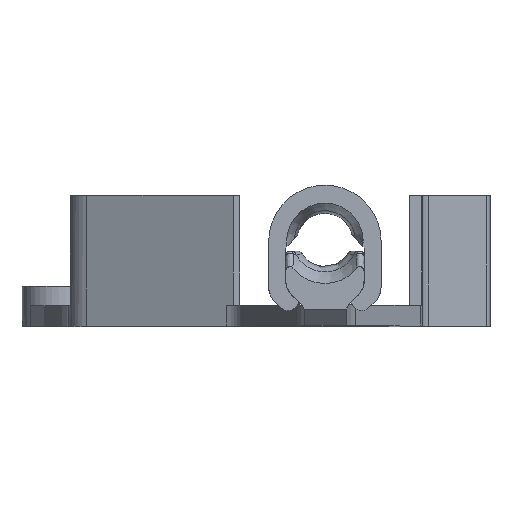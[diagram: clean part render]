
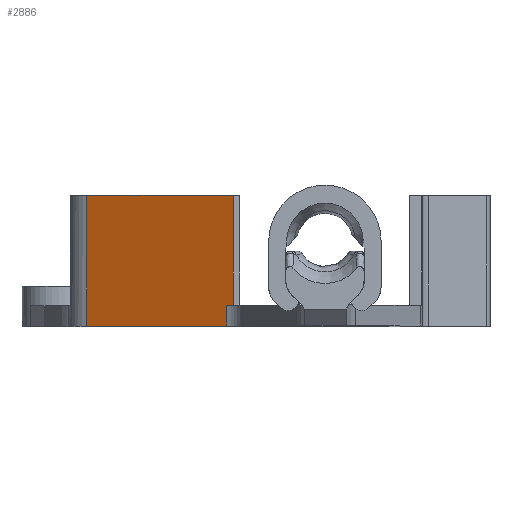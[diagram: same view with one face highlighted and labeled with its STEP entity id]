
A CAD part, top view. The second image highlights one B-rep face of the part: STEP entity #2886.
In plain terms, the highlighted planar face has unit normal (-0.42, 0, 0.907).
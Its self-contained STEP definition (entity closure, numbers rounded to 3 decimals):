
#174=PLANE('',#3123);
#258=FACE_OUTER_BOUND('',#426,.T.);
#426=EDGE_LOOP('',(#2088,#2089,#2090,#2091,#2092,#2093));
#591=LINE('',#4243,#835);
#624=LINE('',#4375,#868);
#630=LINE('',#4404,#874);
#635=LINE('',#4412,#879);
#641=LINE('',#4425,#885);
#642=LINE('',#4426,#886);
#835=VECTOR('',#3413,10.);
#868=VECTOR('',#3504,10.);
#874=VECTOR('',#3534,10.);
#879=VECTOR('',#3541,10.);
#885=VECTOR('',#3559,10.);
#886=VECTOR('',#3560,10.);
#1200=VERTEX_POINT('',#4240);
#1201=VERTEX_POINT('',#4242);
#1233=VERTEX_POINT('',#4335);
#1252=VERTEX_POINT('',#4373);
#1262=VERTEX_POINT('',#4401);
#1263=VERTEX_POINT('',#4403);
#1497=EDGE_CURVE('',#1200,#1201,#591,.F.);
#1555=EDGE_CURVE('',#1252,#1233,#624,.T.);
#1570=EDGE_CURVE('',#1262,#1263,#630,.F.);
#1575=EDGE_CURVE('',#1233,#1262,#635,.T.);
#1582=EDGE_CURVE('',#1201,#1252,#641,.T.);
#1583=EDGE_CURVE('',#1263,#1200,#642,.T.);
#2088=ORIENTED_EDGE('',*,*,#1575,.F.);
#2089=ORIENTED_EDGE('',*,*,#1555,.F.);
#2090=ORIENTED_EDGE('',*,*,#1582,.F.);
#2091=ORIENTED_EDGE('',*,*,#1497,.F.);
#2092=ORIENTED_EDGE('',*,*,#1583,.F.);
#2093=ORIENTED_EDGE('',*,*,#1570,.F.);
#2886=ADVANCED_FACE('',(#258),#174,.T.);
#3123=AXIS2_PLACEMENT_3D('',#4424,#3557,#3558);
#3413=DIRECTION('',(0.907,0.,0.42));
#3504=DIRECTION('',(-0.907,0.,-0.42));
#3534=DIRECTION('',(-0.907,0.,-0.42));
#3541=DIRECTION('',(0.,1.,0.));
#3557=DIRECTION('center_axis',(-0.42,0.,
0.907));
#3558=DIRECTION('ref_axis',(-0.907,0.,-0.42));
#3559=DIRECTION('',(0.,-1.,0.));
#3560=DIRECTION('',(0.,-1.,0.));
#4240=CARTESIAN_POINT('',(-7.18,30.579,37.011));
#4242=CARTESIAN_POINT('',(-7.835,30.579,36.707));
#4243=CARTESIAN_POINT('',(-10.144,30.579,35.638));
#4335=CARTESIAN_POINT('',(-21.256,28.579,30.489));
#4373=CARTESIAN_POINT('',(-7.835,28.579,36.707));
#4375=CARTESIAN_POINT('',(-1.779,28.579,39.513));
#4401=CARTESIAN_POINT('',(-21.256,41.129,30.489));
#4403=CARTESIAN_POINT('',(-7.18,41.129,37.011));
#4404=CARTESIAN_POINT('',(-9.323,41.129,36.018));
#4412=CARTESIAN_POINT('',(-21.256,32.479,30.489));
#4424=CARTESIAN_POINT('Origin',(-7.28,32.479,36.964));
#4425=CARTESIAN_POINT('',(-7.835,30.479,36.707));
#4426=CARTESIAN_POINT('',(-7.18,32.479,37.011));
